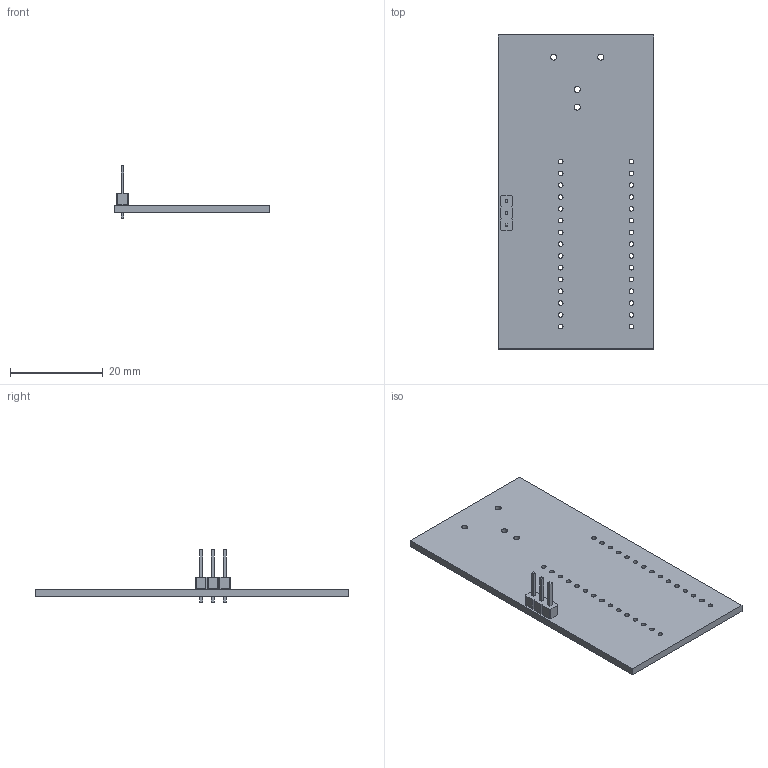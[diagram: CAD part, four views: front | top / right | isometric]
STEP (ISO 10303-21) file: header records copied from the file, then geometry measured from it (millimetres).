
FILE_DESCRIPTION(('KiCad electronic assembly'),'2;1');
FILE_NAME('arduino_nano.step','2023-11-10T23:26:33',('Pcbnew'),('Kicad') ,'Open CASCADE STEP processor 7.5','KiCad to STEP converter','Unknown' );
FILE_SCHEMA(('AUTOMOTIVE_DESIGN { 1 0 10303 214 1 1 1 1 }'));
Length unit declared in the file: millimetre
Products named in the file (4): arduino_nano 1; PinHeader_1x03_P2.54mm_Vertical; SOLID; arduino_nano PCB
Assembly tree (3 placements, depth 3):
  arduino_nano 1
    PinHeader_1x03_P2.54mm_Vertical
      SOLID
    arduino_nano PCB
Bounding box: 33.53 x 67.69 x 11.54 mm (x, y, z)
Volume: 3640.4 mm3; surface area: 5150.1 mm2
Topology: 2 solids, 2 shells, 119 faces, 303 edges, 194 vertices
Faces by surface type: plane 82, cylinder 37
Full cylindrical faces by diameter (mm): 1 x33, 1.3 x4
Entity records: 8484 total; most frequent: CARTESIAN_POINT 1670, DIRECTION 1155, LINE 761, VECTOR 761, ORIENTED_EDGE 606, PCURVE 606, DEFINITIONAL_REPRESENTATION 606, EDGE_CURVE 303
